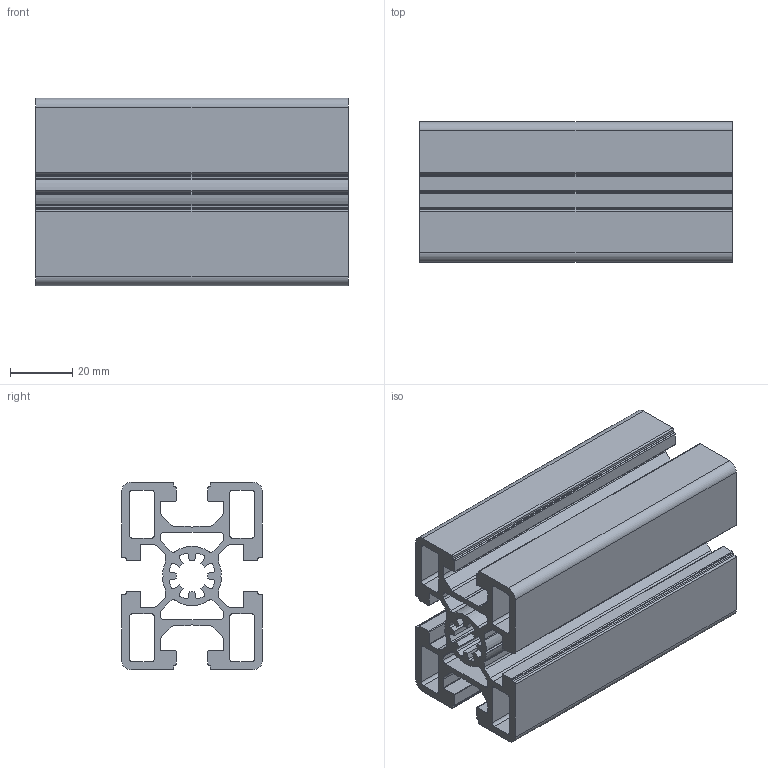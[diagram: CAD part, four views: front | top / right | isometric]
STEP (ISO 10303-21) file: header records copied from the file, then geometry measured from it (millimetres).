
FILE_DESCRIPTION (( 'STEP AP214' ), '1' );
FILE_NAME ('084.105.007.STEP', '2020-07-23T07:56:55', ( '' ), ( '' ), 'SwSTEP 2.0', 'SolidWorks 2018', '' );
FILE_SCHEMA (( 'AUTOMOTIVE_DESIGN' ));
Length unit declared in the file: millimetre
Products named in the file (1): 084.105.007
Bounding box: 100 x 45 x 60 mm (x, y, z)
Volume: 103752.7 mm3; surface area: 75188.9 mm2
Topology: 1 solids, 1 shells, 267 faces, 795 edges, 530 vertices
Faces by surface type: cylinder 151, plane 116
Entity records: 9133 total; most frequent: DIRECTION 1633, CARTESIAN_POINT 1593, ORIENTED_EDGE 1590, EDGE_CURVE 795, AXIS2_PLACEMENT_3D 570, VERTEX_POINT 530, LINE 493, VECTOR 493
